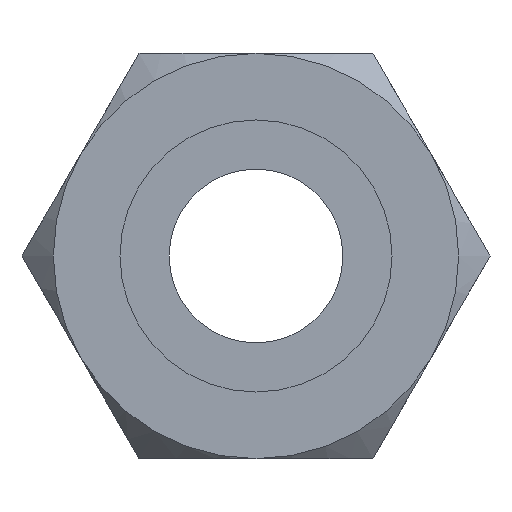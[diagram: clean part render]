
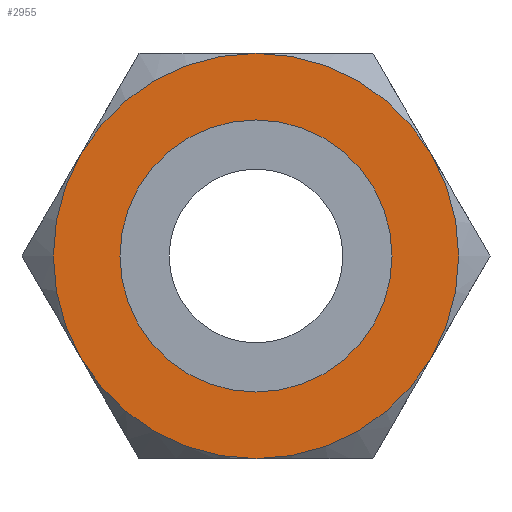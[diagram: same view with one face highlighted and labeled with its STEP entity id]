
A CAD part, left-side view. The second image highlights one B-rep face of the part: STEP entity #2955.
In plain terms, the highlighted planar face has unit normal (-1, 0, 0).
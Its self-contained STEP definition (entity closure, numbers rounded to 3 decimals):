
#135 = VERTEX_POINT ( 'NONE', #4790 ) ;
#172 = DIRECTION ( 'NONE',  ( 1., 0., 0. ) ) ;
#263 = CARTESIAN_POINT ( 'NONE',  ( 13., 0., 0. ) ) ;
#286 = CARTESIAN_POINT ( 'NONE',  ( 13., 0., 0. ) ) ;
#329 = CARTESIAN_POINT ( 'NONE',  ( 13., 0., 0. ) ) ;
#361 = ORIENTED_EDGE ( 'NONE', *, *, #3388, .F. ) ;
#422 = DIRECTION ( 'NONE',  ( -1., 0., 0. ) ) ;
#616 = CARTESIAN_POINT ( 'NONE',  ( 13., 0., -4.7 ) ) ;
#761 = VERTEX_POINT ( 'NONE', #5326 ) ;
#809 = EDGE_CURVE ( 'NONE', #4412, #135, #3536, .T. ) ;
#833 = CARTESIAN_POINT ( 'NONE',  ( 13., 6.062, 3.5 ) ) ;
#1091 = AXIS2_PLACEMENT_3D ( 'NONE', #4659, #4127, #1872 ) ;
#1189 = CARTESIAN_POINT ( 'NONE',  ( 13., 0., 0. ) ) ;
#1230 = DIRECTION ( 'NONE',  ( 0., 0., -1. ) ) ;
#1257 = AXIS2_PLACEMENT_3D ( 'NONE', #286, #1634, #4731 ) ;
#1297 = EDGE_LOOP ( 'NONE', ( #1876, #5296 ) ) ;
#1377 = CARTESIAN_POINT ( 'NONE',  ( 13., 0., 0. ) ) ;
#1545 = DIRECTION ( 'NONE',  ( 0., 0., -1. ) ) ;
#1634 = DIRECTION ( 'NONE',  ( 1., 0., 0. ) ) ;
#1635 = CIRCLE ( 'NONE', #1928, 7. ) ;
#1798 = PLANE ( 'NONE',  #4870 ) ;
#1872 = DIRECTION ( 'NONE',  ( 0., 0., -1. ) ) ;
#1876 = ORIENTED_EDGE ( 'NONE', *, *, #5544, .F. ) ;
#1928 = AXIS2_PLACEMENT_3D ( 'NONE', #263, #3847, #1545 ) ;
#2005 = VERTEX_POINT ( 'NONE', #4190 ) ;
#2133 = DIRECTION ( 'NONE',  ( 1., 0., 0. ) ) ;
#2139 = CARTESIAN_POINT ( 'NONE',  ( 13., -6.062, 3.5 ) ) ;
#2200 = VERTEX_POINT ( 'NONE', #2139 ) ;
#2302 = AXIS2_PLACEMENT_3D ( 'NONE', #5419, #422, #4997 ) ;
#2402 = FACE_BOUND ( 'NONE', #1297, .T. ) ;
#2403 = CIRCLE ( 'NONE', #1257, 7. ) ;
#2436 = EDGE_LOOP ( 'NONE', ( #4407, #4172, #4414, #361, #5590, #5775 ) ) ;
#2695 = AXIS2_PLACEMENT_3D ( 'NONE', #3281, #172, #5102 ) ;
#2749 = VERTEX_POINT ( 'NONE', #4473 ) ;
#2955 = ADVANCED_FACE ( 'NONE', ( #2402, #5483 ), #1798, .F. ) ;
#2982 = CIRCLE ( 'NONE', #2695, 7. ) ;
#2989 = DIRECTION ( 'NONE',  ( 0., 0., 1. ) ) ;
#3005 = DIRECTION ( 'NONE',  ( -1., 0., 0. ) ) ;
#3225 = CARTESIAN_POINT ( 'NONE',  ( 13., 0., -7. ) ) ;
#3278 = VERTEX_POINT ( 'NONE', #3225 ) ;
#3281 = CARTESIAN_POINT ( 'NONE',  ( 13., 0., 0. ) ) ;
#3369 = AXIS2_PLACEMENT_3D ( 'NONE', #1189, #4760, #2989 ) ;
#3388 = EDGE_CURVE ( 'NONE', #761, #2200, #1635, .T. ) ;
#3424 = EDGE_CURVE ( 'NONE', #2749, #3278, #2982, .T. ) ;
#3536 = CIRCLE ( 'NONE', #2302, 4.7 ) ;
#3545 = CIRCLE ( 'NONE', #4781, 7. ) ;
#3675 = EDGE_CURVE ( 'NONE', #761, #5158, #3545, .T. ) ;
#3760 = CIRCLE ( 'NONE', #1091, 7. ) ;
#3847 = DIRECTION ( 'NONE',  ( 1., 0., 0. ) ) ;
#3848 = AXIS2_PLACEMENT_3D ( 'NONE', #329, #2133, #1230 ) ;
#3940 = CIRCLE ( 'NONE', #3369, 4.7 ) ;
#3998 = EDGE_CURVE ( 'NONE', #3278, #2005, #2403, .T. ) ;
#4127 = DIRECTION ( 'NONE',  ( 1., 0., 0. ) ) ;
#4172 = ORIENTED_EDGE ( 'NONE', *, *, #3424, .F. ) ;
#4190 = CARTESIAN_POINT ( 'NONE',  ( 13., 6.062, -3.5 ) ) ;
#4407 = ORIENTED_EDGE ( 'NONE', *, *, #3998, .F. ) ;
#4412 = VERTEX_POINT ( 'NONE', #616 ) ;
#4414 = ORIENTED_EDGE ( 'NONE', *, *, #5203, .F. ) ;
#4473 = CARTESIAN_POINT ( 'NONE',  ( 13., -6.062, -3.5 ) ) ;
#4659 = CARTESIAN_POINT ( 'NONE',  ( 13., 0., 0. ) ) ;
#4731 = DIRECTION ( 'NONE',  ( 0., 0., -1. ) ) ;
#4760 = DIRECTION ( 'NONE',  ( -1., 0., 0. ) ) ;
#4781 = AXIS2_PLACEMENT_3D ( 'NONE', #5696, #3005, #4813 ) ;
#4790 = CARTESIAN_POINT ( 'NONE',  ( 13., 0., 4.7 ) ) ;
#4813 = DIRECTION ( 'NONE',  ( 0., 0., 1. ) ) ;
#4870 = AXIS2_PLACEMENT_3D ( 'NONE', #1377, #5541, #4999 ) ;
#4997 = DIRECTION ( 'NONE',  ( 0., 0., 1. ) ) ;
#4999 = DIRECTION ( 'NONE',  ( 0., 0., -1. ) ) ;
#5102 = DIRECTION ( 'NONE',  ( 0., 0., -1. ) ) ;
#5158 = VERTEX_POINT ( 'NONE', #833 ) ;
#5203 = EDGE_CURVE ( 'NONE', #2200, #2749, #5479, .T. ) ;
#5296 = ORIENTED_EDGE ( 'NONE', *, *, #809, .F. ) ;
#5326 = CARTESIAN_POINT ( 'NONE',  ( 13., 0., 7. ) ) ;
#5419 = CARTESIAN_POINT ( 'NONE',  ( 13., 0., 0. ) ) ;
#5479 = CIRCLE ( 'NONE', #3848, 7. ) ;
#5483 = FACE_OUTER_BOUND ( 'NONE', #2436, .T. ) ;
#5541 = DIRECTION ( 'NONE',  ( 1., 0., 0. ) ) ;
#5544 = EDGE_CURVE ( 'NONE', #135, #4412, #3940, .T. ) ;
#5590 = ORIENTED_EDGE ( 'NONE', *, *, #3675, .T. ) ;
#5696 = CARTESIAN_POINT ( 'NONE',  ( 13., 0., 0. ) ) ;
#5767 = EDGE_CURVE ( 'NONE', #2005, #5158, #3760, .T. ) ;
#5775 = ORIENTED_EDGE ( 'NONE', *, *, #5767, .F. ) ;
